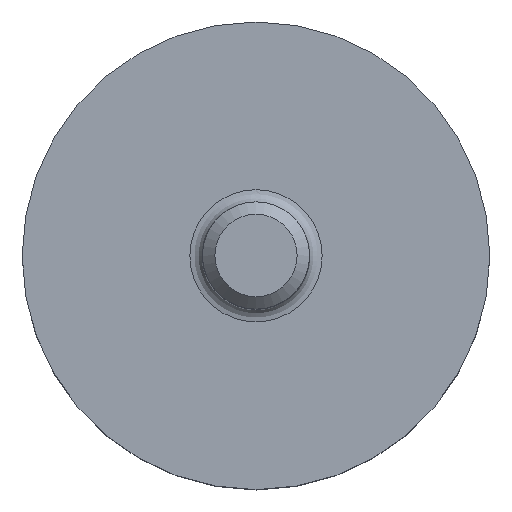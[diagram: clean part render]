
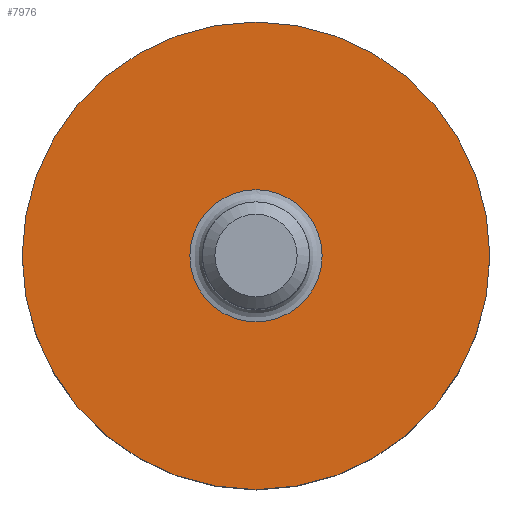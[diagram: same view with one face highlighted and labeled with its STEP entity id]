
A CAD part, top view. The second image highlights one B-rep face of the part: STEP entity #7976.
In plain terms, the highlighted planar face has unit normal (0, 0, 1).
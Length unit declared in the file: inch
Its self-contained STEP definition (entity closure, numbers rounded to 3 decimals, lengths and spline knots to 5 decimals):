
#320=CARTESIAN_POINT('',(-0.188,0.,-0.04));
#321=VERTEX_POINT('',#320);
#322=CARTESIAN_POINT('',(-0.0005,0.0,-0.04));
#323=DIRECTION('',(0.0,0.0,-1.0));
#324=DIRECTION('',(1.0,0.0,0.0));
#325=AXIS2_PLACEMENT_3D('',#322,#323,#324);
#326=CIRCLE('',#325,0.1875);
#327=EDGE_CURVE('',#321,#321,#326,.T.);
#413=CARTESIAN_POINT('',(0.0525,0.,-0.04));
#414=VERTEX_POINT('',#413);
#415=CARTESIAN_POINT('',(-0.0005,0.0,-0.04));
#416=DIRECTION('',(0.0,0.0,1.0));
#417=DIRECTION('',(-1.0,0.0,0.0));
#418=AXIS2_PLACEMENT_3D('',#415,#416,#417);
#419=CIRCLE('',#418,0.053);
#420=EDGE_CURVE('',#414,#414,#419,.T.);
#7965=CARTESIAN_POINT('',(-0.0005,0.0,-0.04));
#7966=DIRECTION('',(0.0,0.0,1.0));
#7967=DIRECTION('',(1.0,0.0,0.0));
#7968=AXIS2_PLACEMENT_3D('',#7965,#7966,#7967);
#7969=PLANE('',#7968);
#7970=ORIENTED_EDGE('',*,*,#327,.F.);
#7971=EDGE_LOOP('',(#7970));
#7972=FACE_OUTER_BOUND('',#7971,.T.);
#7973=ORIENTED_EDGE('',*,*,#420,.F.);
#7974=EDGE_LOOP('',(#7973));
#7975=FACE_BOUND('',#7974,.T.);
#7976=ADVANCED_FACE('',(#7972,#7975),#7969,.T.);
